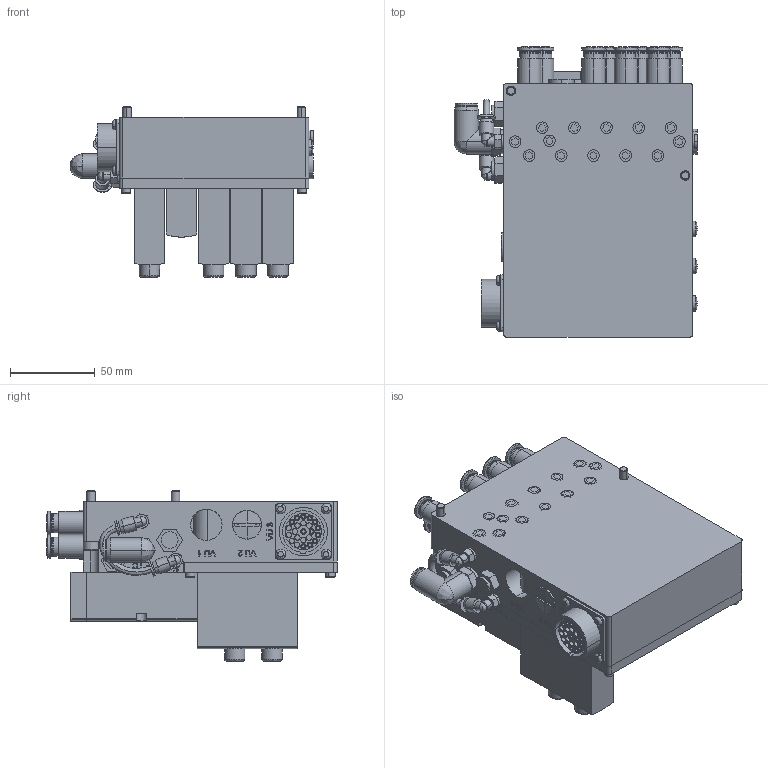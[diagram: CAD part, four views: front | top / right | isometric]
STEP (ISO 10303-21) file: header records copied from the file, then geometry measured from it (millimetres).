
FILE_DESCRIPTION (( 'STEP AP203' ), '1' );
FILE_NAME ('P0028.STEP', '2018-11-30T13:53:34', ( '' ), ( '' ), 'SwSTEP 2.0', 'SolidWorks 2017', '' );
FILE_SCHEMA (( 'CONFIG_CONTROL_DESIGN' ));
Products named in the file (1): P0028
Bounding box: 144.15 x 171.6 x 100.54 mm (x, y, z)
Volume: 1096237.6 mm3; surface area: 205130.3 mm2
Topology: 66 solids, 68 shells, 1951 faces, 4517 edges, 2867 vertices
Faces by surface type: plane 771, cylinder 596, bspline 286, cone 248, torus 40, sphere 10
Entity records: 71218 total; most frequent: CARTESIAN_POINT 27341, ORIENTED_EDGE 9014, DIRECTION 8897, EDGE_CURVE 4507, AXIS2_PLACEMENT_3D 3305, VERTEX_POINT 2867, VECTOR 2287, LINE 2287
